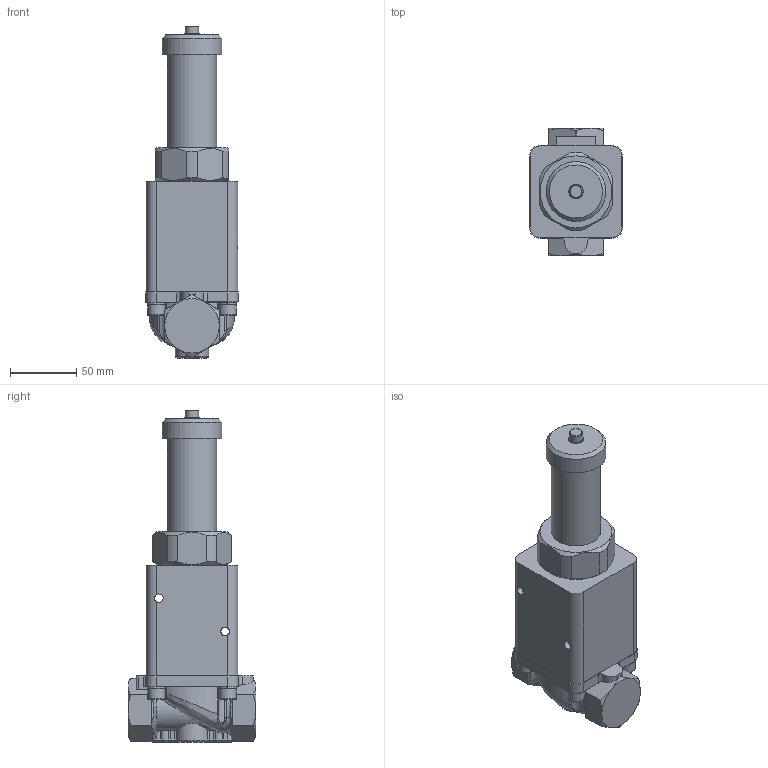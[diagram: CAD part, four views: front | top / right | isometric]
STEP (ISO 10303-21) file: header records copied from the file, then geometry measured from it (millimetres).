
FILE_DESCRIPTION(/* description */ ('3/2 direktgest. Teller-Magnetventil - step'),/* implementation_level */ '2;1');
FILE_NAME(/* name */ '073.000933_B7324-1001-.242.stp',/* time_stamp */ '2018-05-22T15:33:52+02:00',/* author */ ('EFast'),/* organization */ (''),/* preprocessor_version */ 'ST-DEVELOPER v16.1',/* originating_system */ 'Autodesk Inventor 2016',/* authorisation */ '');
FILE_SCHEMA (('AUTOMOTIVE_DESIGN { 1 0 10303 214 3 1 1 }'));
Length unit declared in the file: millimetre
Products named in the file (1): 90-007617
Bounding box: 70 x 96 x 249.9 mm (x, y, z)
Volume: 742060.2 mm3; surface area: 67244.5 mm2
Topology: 1 solids, 1 shells, 272 faces, 724 edges, 462 vertices
Faces by surface type: cylinder 113, plane 89, torus 29, cone 23, bspline 18
Full cylindrical faces by diameter (mm): 6.5 x2, 8 x4, 10 x1, 11 x1, 13 x4, 15 x2, 37 x1, 45 x1
Entity records: 9274 total; most frequent: CARTESIAN_POINT 2823, ORIENTED_EDGE 1370, DIRECTION 1334, EDGE_CURVE 685, AXIS2_PLACEMENT_3D 553, VERTEX_POINT 452, EDGE_LOOP 319, FACE_OUTER_BOUND 271
